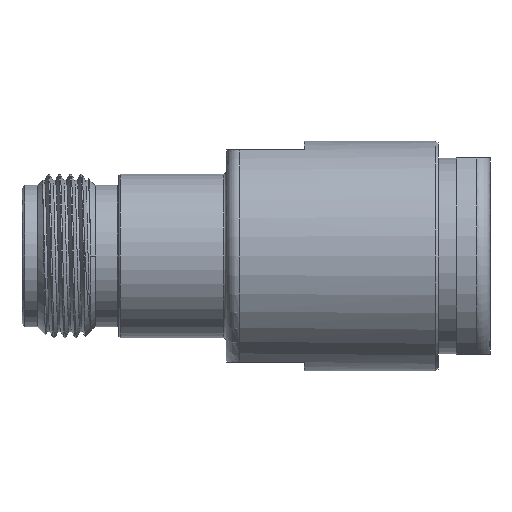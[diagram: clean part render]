
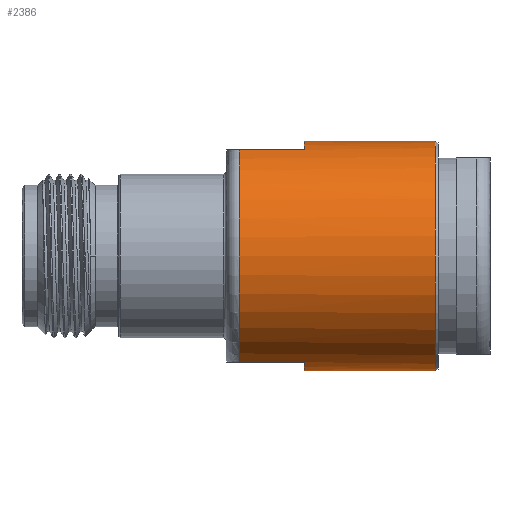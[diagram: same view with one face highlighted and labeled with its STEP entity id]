
A CAD part, front view. The second image highlights one B-rep face of the part: STEP entity #2386.
In plain terms, the highlighted cylindrical face has radius 11.136 mm (diameter 22.272 mm), a partial arc.
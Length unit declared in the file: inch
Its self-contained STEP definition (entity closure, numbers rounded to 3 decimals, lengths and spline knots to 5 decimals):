
#20 = AXIS2_PLACEMENT_3D ( 'NONE', #3401, #2368, #2334 ) ;
#135 = DIRECTION ( 'NONE',  ( 0., 0., 1. ) ) ;
#312 = CARTESIAN_POINT ( 'NONE',  ( 1.08041, 0., -0.43842 ) ) ;
#546 = CARTESIAN_POINT ( 'NONE',  ( 1.41955, -0.16546, 0.406 ) ) ;
#589 = CARTESIAN_POINT ( 'NONE',  ( 1.41955, -0.16546, -0.406 ) ) ;
#606 = CYLINDRICAL_SURFACE ( 'NONE', #1201, 0.43842 ) ;
#725 = EDGE_CURVE ( 'NONE', #4456, #2613, #3967, .T. ) ;
#848 = DIRECTION ( 'NONE',  ( 1., 0., 0. ) ) ;
#858 = CARTESIAN_POINT ( 'NONE',  ( 1.08041, -0.16546, 0.406 ) ) ;
#870 = CARTESIAN_POINT ( 'NONE',  ( 1.58124, 0., 0.43842 ) ) ;
#926 = EDGE_CURVE ( 'NONE', #4167, #1048, #1493, .T. ) ;
#1040 = EDGE_CURVE ( 'NONE', #4367, #1195, #3888, .T. ) ;
#1048 = VERTEX_POINT ( 'NONE', #858 ) ;
#1145 = LINE ( 'NONE', #4048, #2211 ) ;
#1147 = CARTESIAN_POINT ( 'NONE',  ( 0.83041, -0.16546, 0.406 ) ) ;
#1195 = VERTEX_POINT ( 'NONE', #312 ) ;
#1201 = AXIS2_PLACEMENT_3D ( 'NONE', #1428, #2877, #1793 ) ;
#1227 = ORIENTED_EDGE ( 'NONE', *, *, #725, .T. ) ;
#1344 = DIRECTION ( 'NONE',  ( 0., 0., -1. ) ) ;
#1428 = CARTESIAN_POINT ( 'NONE',  ( 1.41955, 0., 0. ) ) ;
#1466 = VECTOR ( 'NONE', #1498, 39.37008 ) ;
#1490 = EDGE_CURVE ( 'NONE', #4330, #4367, #1944, .T. ) ;
#1493 = CIRCLE ( 'NONE', #3708, 0.43842 ) ;
#1498 = DIRECTION ( 'NONE',  ( 1., 0., 0. ) ) ;
#1515 = VECTOR ( 'NONE', #1646, 39.37008 ) ;
#1530 = FACE_OUTER_BOUND ( 'NONE', #1617, .T. ) ;
#1554 = ORIENTED_EDGE ( 'NONE', *, *, #3804, .T. ) ;
#1603 = DIRECTION ( 'NONE',  ( 1., 0., 0. ) ) ;
#1617 = EDGE_LOOP ( 'NONE', ( #4088, #4335, #1554, #2831, #3603, #2691, #4277, #1227 ) ) ;
#1646 = DIRECTION ( 'NONE',  ( -1., 0., 0. ) ) ;
#1793 = DIRECTION ( 'NONE',  ( 0., 0., -1. ) ) ;
#1944 = LINE ( 'NONE', #589, #3937 ) ;
#2090 = EDGE_CURVE ( 'NONE', #3594, #4330, #2217, .T. ) ;
#2210 = CARTESIAN_POINT ( 'NONE',  ( 1.08041, 0., 0.43842 ) ) ;
#2211 = VECTOR ( 'NONE', #3734, 39.37008 ) ;
#2217 = CIRCLE ( 'NONE', #20, 0.43842 ) ;
#2291 = CARTESIAN_POINT ( 'NONE',  ( 1.08041, -0.16546, -0.406 ) ) ;
#2334 = DIRECTION ( 'NONE',  ( 0., 0., 1. ) ) ;
#2368 = DIRECTION ( 'NONE',  ( 1., 0., 0. ) ) ;
#2386 = ADVANCED_FACE ( 'NONE', ( #1530 ), #606, .T. ) ;
#2491 = LINE ( 'NONE', #546, #1515 ) ;
#2613 = VERTEX_POINT ( 'NONE', #870 ) ;
#2691 = ORIENTED_EDGE ( 'NONE', *, *, #1040, .T. ) ;
#2719 = EDGE_CURVE ( 'NONE', #4167, #2613, #1145, .T. ) ;
#2775 = CARTESIAN_POINT ( 'NONE',  ( 1.58124, 0., 0. ) ) ;
#2831 = ORIENTED_EDGE ( 'NONE', *, *, #2090, .T. ) ;
#2877 = DIRECTION ( 'NONE',  ( 1., 0., 0. ) ) ;
#3018 = CARTESIAN_POINT ( 'NONE',  ( 0.83041, -0.16546, -0.406 ) ) ;
#3294 = DIRECTION ( 'NONE',  ( 1., 0., 0. ) ) ;
#3401 = CARTESIAN_POINT ( 'NONE',  ( 0.83041, 0., 0. ) ) ;
#3573 = CARTESIAN_POINT ( 'NONE',  ( 1.41955, 0., -0.43842 ) ) ;
#3594 = VERTEX_POINT ( 'NONE', #1147 ) ;
#3603 = ORIENTED_EDGE ( 'NONE', *, *, #1490, .T. ) ;
#3625 = EDGE_CURVE ( 'NONE', #1195, #4456, #3966, .T. ) ;
#3708 = AXIS2_PLACEMENT_3D ( 'NONE', #3984, #3294, #4305 ) ;
#3734 = DIRECTION ( 'NONE',  ( 1., 0., 0. ) ) ;
#3804 = EDGE_CURVE ( 'NONE', #1048, #3594, #2491, .T. ) ;
#3888 = CIRCLE ( 'NONE', #4329, 0.43842 ) ;
#3937 = VECTOR ( 'NONE', #1603, 39.37008 ) ;
#3966 = LINE ( 'NONE', #3573, #1466 ) ;
#3967 = CIRCLE ( 'NONE', #4083, 0.43842 ) ;
#3984 = CARTESIAN_POINT ( 'NONE',  ( 1.08041, 0., 0. ) ) ;
#4048 = CARTESIAN_POINT ( 'NONE',  ( 1.41955, 0., 0.43842 ) ) ;
#4073 = CARTESIAN_POINT ( 'NONE',  ( 1.08041, 0., 0. ) ) ;
#4083 = AXIS2_PLACEMENT_3D ( 'NONE', #2775, #4525, #1344 ) ;
#4088 = ORIENTED_EDGE ( 'NONE', *, *, #2719, .F. ) ;
#4153 = CARTESIAN_POINT ( 'NONE',  ( 1.58124, 0., -0.43842 ) ) ;
#4167 = VERTEX_POINT ( 'NONE', #2210 ) ;
#4277 = ORIENTED_EDGE ( 'NONE', *, *, #3625, .T. ) ;
#4305 = DIRECTION ( 'NONE',  ( 0., 0., 1. ) ) ;
#4329 = AXIS2_PLACEMENT_3D ( 'NONE', #4073, #848, #135 ) ;
#4330 = VERTEX_POINT ( 'NONE', #3018 ) ;
#4335 = ORIENTED_EDGE ( 'NONE', *, *, #926, .T. ) ;
#4367 = VERTEX_POINT ( 'NONE', #2291 ) ;
#4456 = VERTEX_POINT ( 'NONE', #4153 ) ;
#4525 = DIRECTION ( 'NONE',  ( -1., 0., 0. ) ) ;
